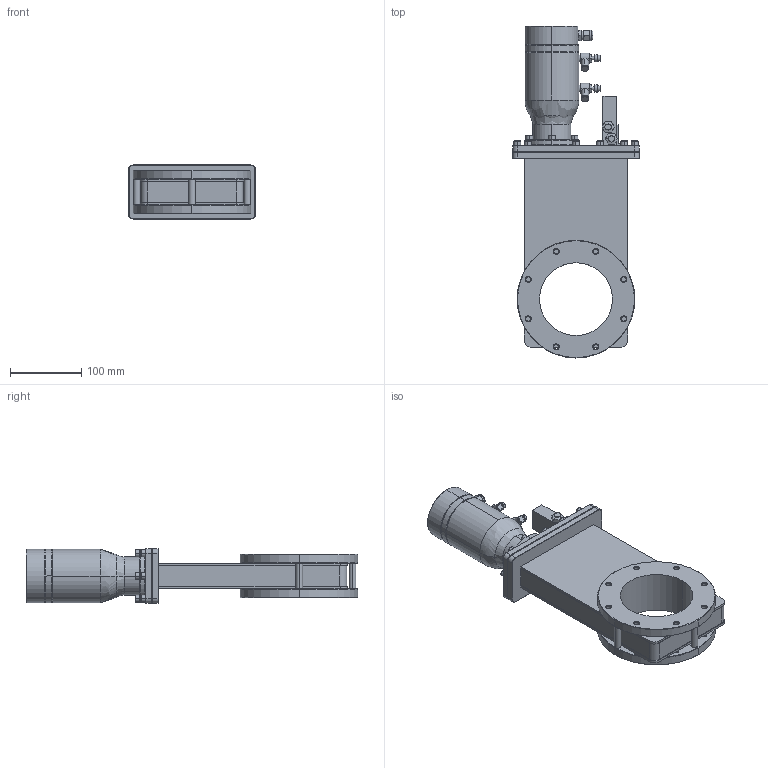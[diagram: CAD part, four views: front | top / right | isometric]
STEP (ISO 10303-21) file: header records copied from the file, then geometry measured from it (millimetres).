
FILE_DESCRIPTION (( 'STEP AP203' ), '1' );
FILE_NAME ('GVP-4002-ISO.STEP', '2009-08-05T19:02:43', ( 'San Diego' ), ( 'Nor-Cal Products, Inc.' ), 'SwSTEP 2.0', 'SolidWorks 2007', '' );
FILE_SCHEMA (( 'CONFIG_CONTROL_DESIGN' ));
Length unit declared in the file: inch
Products named in the file (1): GVP-4002-ISO
Bounding box: 177.8 x 465.79 x 75.95 mm (x, y, z)
Volume: 2375141.8 mm3; surface area: 221330.2 mm2
Topology: 1 solids, 3 shells, 624 faces, 1465 edges, 905 vertices
Faces by surface type: plane 280, cylinder 189, cone 149, bspline 6
Entity records: 18454 total; most frequent: CARTESIAN_POINT 3824, DIRECTION 3169, ORIENTED_EDGE 2922, EDGE_CURVE 1461, AXIS2_PLACEMENT_3D 1188, VERTEX_POINT 905, VECTOR 793, LINE 793
